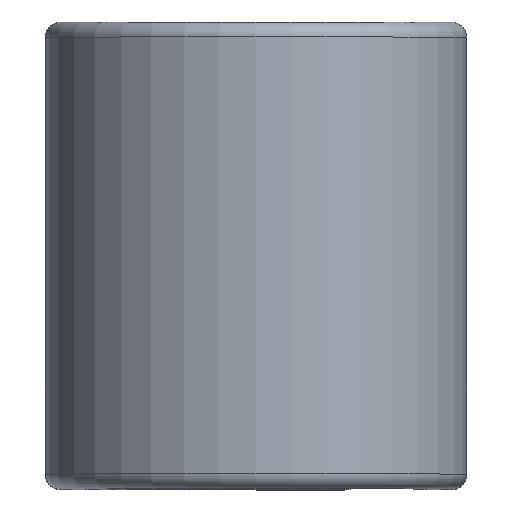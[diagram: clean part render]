
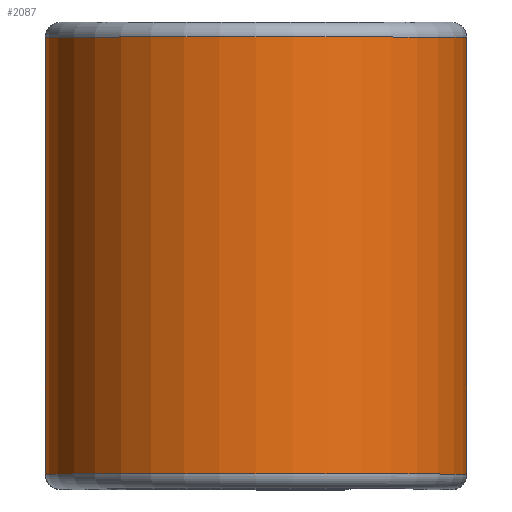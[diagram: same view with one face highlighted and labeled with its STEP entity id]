
A CAD part, top view. The second image highlights one B-rep face of the part: STEP entity #2087.
In plain terms, the highlighted cylindrical face has radius 10.744 mm (diameter 21.488 mm), a partial arc.
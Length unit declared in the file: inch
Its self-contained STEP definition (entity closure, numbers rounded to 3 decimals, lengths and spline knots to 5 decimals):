
#31 = VECTOR ( 'NONE', #1631, 39.37008 ) ;
#97 = ORIENTED_EDGE ( 'NONE', *, *, #1671, .F. ) ;
#248 = CARTESIAN_POINT ( 'NONE',  ( 0., 0.4375, 0.625 ) ) ;
#344 = CARTESIAN_POINT ( 'NONE',  ( 0.423, 0.43875, 0.625 ) ) ;
#401 = CIRCLE ( 'NONE', #567, 0.423 ) ;
#467 = LINE ( 'NONE', #344, #2264 ) ;
#519 = ORIENTED_EDGE ( 'NONE', *, *, #1150, .T. ) ;
#567 = AXIS2_PLACEMENT_3D ( 'NONE', #2191, #774, #2416 ) ;
#613 = EDGE_CURVE ( 'NONE', #2158, #2080, #2511, .T. ) ;
#713 = DIRECTION ( 'NONE',  ( 0., -1., 0. ) ) ;
#774 = DIRECTION ( 'NONE',  ( 0., -1., 0. ) ) ;
#806 = CYLINDRICAL_SURFACE ( 'NONE', #1228, 0.423 ) ;
#1150 = EDGE_CURVE ( 'NONE', #2961, #1900, #467, .T. ) ;
#1228 = AXIS2_PLACEMENT_3D ( 'NONE', #248, #2353, #1903 ) ;
#1234 = AXIS2_PLACEMENT_3D ( 'NONE', #2133, #713, #2355 ) ;
#1259 = CARTESIAN_POINT ( 'NONE',  ( 0.423, -0.43875, 0.625 ) ) ;
#1285 = CARTESIAN_POINT ( 'NONE',  ( 0.423, 0.43875, 0.625 ) ) ;
#1374 = CARTESIAN_POINT ( 'NONE',  ( -0.423, 0.43875, 0.625 ) ) ;
#1631 = DIRECTION ( 'NONE',  ( 0., 1., 0. ) ) ;
#1671 = EDGE_CURVE ( 'NONE', #2961, #2158, #1855, .T. ) ;
#1761 = ORIENTED_EDGE ( 'NONE', *, *, #613, .F. ) ;
#1855 = CIRCLE ( 'NONE', #1234, 0.423 ) ;
#1900 = VERTEX_POINT ( 'NONE', #1285 ) ;
#1903 = DIRECTION ( 'NONE',  ( 0., 0., -1. ) ) ;
#1929 = CARTESIAN_POINT ( 'NONE',  ( -0.423, -0.43875, 0.625 ) ) ;
#1997 = DIRECTION ( 'NONE',  ( 0., 1., 0. ) ) ;
#2080 = VERTEX_POINT ( 'NONE', #2116 ) ;
#2087 = ADVANCED_FACE ( 'NONE', ( #2894 ), #806, .T. ) ;
#2116 = CARTESIAN_POINT ( 'NONE',  ( -0.423, 0.43875, 0.625 ) ) ;
#2133 = CARTESIAN_POINT ( 'NONE',  ( 0., -0.43875, 0.625 ) ) ;
#2158 = VERTEX_POINT ( 'NONE', #1929 ) ;
#2191 = CARTESIAN_POINT ( 'NONE',  ( 0., 0.43875, 0.625 ) ) ;
#2264 = VECTOR ( 'NONE', #1997, 39.37008 ) ;
#2295 = EDGE_LOOP ( 'NONE', ( #519, #2313, #1761, #97 ) ) ;
#2313 = ORIENTED_EDGE ( 'NONE', *, *, #2881, .T. ) ;
#2353 = DIRECTION ( 'NONE',  ( 0., -1., 0. ) ) ;
#2355 = DIRECTION ( 'NONE',  ( 0., 0., -1. ) ) ;
#2416 = DIRECTION ( 'NONE',  ( 0., 0., -1. ) ) ;
#2511 = LINE ( 'NONE', #1374, #31 ) ;
#2881 = EDGE_CURVE ( 'NONE', #1900, #2080, #401, .T. ) ;
#2894 = FACE_OUTER_BOUND ( 'NONE', #2295, .T. ) ;
#2961 = VERTEX_POINT ( 'NONE', #1259 ) ;
